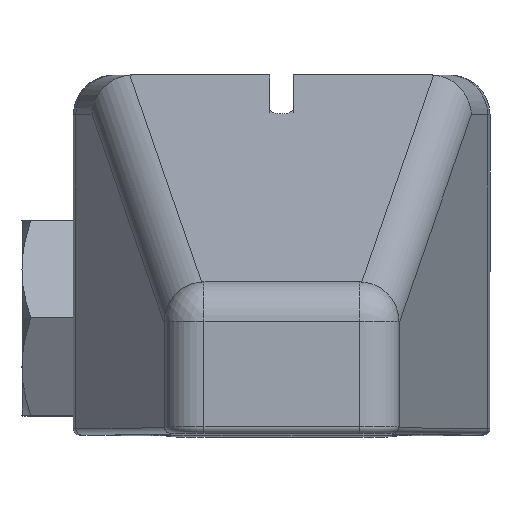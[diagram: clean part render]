
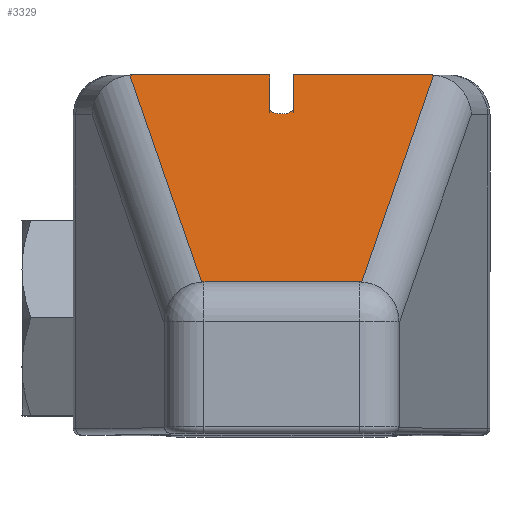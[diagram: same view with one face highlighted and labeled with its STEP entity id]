
A CAD part, top view. The second image highlights one B-rep face of the part: STEP entity #3329.
In plain terms, the highlighted planar face has unit normal (0, 0.906, 0.423).
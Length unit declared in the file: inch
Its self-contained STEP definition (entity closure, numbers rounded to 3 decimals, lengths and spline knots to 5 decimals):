
#155=DIRECTION('',(-1.,0.,0.));
#156=VECTOR('',#155,0.65748);
#157=CARTESIAN_POINT('',(0.71498,1.725,0.65549));
#158=LINE('',#157,#156);
#204=DIRECTION('',(-1.,0.,0.));
#205=VECTOR('',#204,0.65748);
#206=CARTESIAN_POINT('',(-0.0575,1.725,0.65549));
#207=LINE('',#206,#205);
#907=DIRECTION('',(-1.,0.,0.));
#908=VECTOR('',#907,0.745);
#909=CARTESIAN_POINT('',(0.3725,0.725,2.8));
#910=LINE('',#909,#908);
#914=DIRECTION('',(-0.144,0.418,-0.897));
#915=VECTOR('',#914,2.39086);
#916=CARTESIAN_POINT('',(-0.38288,0.72472,
2.80061));
#917=LINE('',#916,#915);
#921=CARTESIAN_POINT('',(-0.72775,1.72457,
0.65641));
#922=CARTESIAN_POINT('',(-0.72352,1.72486,
0.6558));
#923=CARTESIAN_POINT('',(-0.71926,1.725,0.65549));
#924=CARTESIAN_POINT('',(-0.71498,1.725,0.65549));
#929=DIRECTION('',(0.,-0.423,0.906));
#930=VECTOR('',#929,0.38012);
#931=CARTESIAN_POINT('',(-0.0575,1.725,0.65549));
#932=LINE('',#931,#930);
#936=CARTESIAN_POINT('',(0.0575,1.56435,1.));
#937=CARTESIAN_POINT('',(0.0575,1.56119,1.00678));
#938=CARTESIAN_POINT('',(0.05503,1.55437,1.02142));
#939=CARTESIAN_POINT('',(0.04191,1.54483,1.04187));
#940=CARTESIAN_POINT('',(0.02127,1.53869,1.05504));
#941=CARTESIAN_POINT('',(0.,1.53697,1.05873));
#942=CARTESIAN_POINT('',(-0.02127,1.53869,1.05504));
#943=CARTESIAN_POINT('',(-0.04191,1.54483,1.04187));
#944=CARTESIAN_POINT('',(-0.05503,1.55437,1.02142));
#945=CARTESIAN_POINT('',(-0.0575,1.56119,1.00678));
#946=CARTESIAN_POINT('',(-0.0575,1.56435,1.));
#951=DIRECTION('',(0.,-0.423,0.906));
#952=VECTOR('',#951,0.38012);
#953=CARTESIAN_POINT('',(0.0575,1.725,0.65549));
#954=LINE('',#953,#952);
#958=CARTESIAN_POINT('',(0.72775,1.72457,0.65641));
#959=CARTESIAN_POINT('',(0.72352,1.72486,0.6558));
#960=CARTESIAN_POINT('',(0.71926,1.725,0.65549));
#961=CARTESIAN_POINT('',(0.71498,1.725,0.65549));
#966=DIRECTION('',(-0.144,-0.418,0.897));
#967=VECTOR('',#966,2.39086);
#968=CARTESIAN_POINT('',(0.72775,1.72457,0.65641));
#969=LINE('',#968,#967);
#973=CARTESIAN_POINT('',(0.38288,0.72472,2.80061));
#974=CARTESIAN_POINT('',(0.37943,0.7249,2.8002));
#975=CARTESIAN_POINT('',(0.37597,0.725,2.8));
#976=CARTESIAN_POINT('',(0.3725,0.725,2.8));
#1003=CARTESIAN_POINT('',(0.38288,0.72472,
2.80061));
#1975=CARTESIAN_POINT('',(-0.38288,0.72472,
2.80061));
#2020=CARTESIAN_POINT('',(-0.38288,0.72472,
2.80061));
#2021=CARTESIAN_POINT('',(-0.37943,0.7249,
2.8002));
#2022=CARTESIAN_POINT('',(-0.37597,0.725,2.8));
#2023=CARTESIAN_POINT('',(-0.3725,0.725,2.8));
#2406=CARTESIAN_POINT('',(-0.0575,1.725,0.65549));
#2408=VERTEX_POINT('',#2406);
#2414=CARTESIAN_POINT('',(0.0575,1.725,0.65549));
#2416=VERTEX_POINT('',#2414);
#2419=VERTEX_POINT('',#936);
#2420=VERTEX_POINT('',#946);
#2497=CARTESIAN_POINT('',(0.71498,1.725,0.65549));
#2498=VERTEX_POINT('',#2497);
#2501=VERTEX_POINT('',#958);
#2507=CARTESIAN_POINT('',(0.3725,0.725,2.8));
#2509=VERTEX_POINT('',#2507);
#2521=CARTESIAN_POINT('',(-0.3725,0.725,2.8));
#2522=VERTEX_POINT('',#2521);
#2528=CARTESIAN_POINT('',(-0.71498,1.725,0.65549));
#2530=VERTEX_POINT('',#2528);
#2531=VERTEX_POINT('',#921);
#2558=VERTEX_POINT('',#1003);
#2559=VERTEX_POINT('',#1975);
#3303=CARTESIAN_POINT('',(1.2005,0.725,2.8));
#3304=DIRECTION('',(0.,-0.906,-0.423));
#3305=DIRECTION('',(0.,0.423,-0.906));
#3306=AXIS2_PLACEMENT_3D('',#3303,#3304,#3305);
#3307=PLANE('',#3306);
#3309=ORIENTED_EDGE('',*,*,#3308,.T.);
#3311=ORIENTED_EDGE('',*,*,#3310,.F.);
#3313=ORIENTED_EDGE('',*,*,#3312,.T.);
#3315=ORIENTED_EDGE('',*,*,#3314,.T.);
#3316=ORIENTED_EDGE('',*,*,#2795,.F.);
#3317=ORIENTED_EDGE('',*,*,#3267,.T.);
#3318=ORIENTED_EDGE('',*,*,#2698,.F.);
#3319=ORIENTED_EDGE('',*,*,#2712,.F.);
#3320=ORIENTED_EDGE('',*,*,#2765,.F.);
#3322=ORIENTED_EDGE('',*,*,#3321,.F.);
#3324=ORIENTED_EDGE('',*,*,#3323,.T.);
#3326=ORIENTED_EDGE('',*,*,#3325,.T.);
#3327=EDGE_LOOP('',(#3309,#3311,#3313,#3315,#3316,#3317,#3318,#3319,#3320,#3322,
#3324,#3326));
#3328=FACE_OUTER_BOUND('',#3327,.F.);
#925=B_SPLINE_CURVE_WITH_KNOTS('',3,(#921,#922,#923,#924),.UNSPECIFIED.,.F.,.F.,
(4,4),(0.,1.),.UNSPECIFIED.);
#947=B_SPLINE_CURVE_WITH_KNOTS('',3,(#936,#937,#938,#939,#940,#941,#942,#943,
#944,#945,#946),.UNSPECIFIED.,.F.,.F.,(4,1,1,1,1,1,1,1,4),(0.,0.125,0.25,
0.375,0.5,0.625,0.75,0.875,1.),.UNSPECIFIED.);
#962=B_SPLINE_CURVE_WITH_KNOTS('',3,(#958,#959,#960,#961),.UNSPECIFIED.,.F.,.F.,
(4,4),(0.,1.),.UNSPECIFIED.);
#977=B_SPLINE_CURVE_WITH_KNOTS('',3,(#973,#974,#975,#976),.UNSPECIFIED.,.F.,.F.,
(4,4),(0.,1.),.UNSPECIFIED.);
#2024=B_SPLINE_CURVE_WITH_KNOTS('',3,(#2020,#2021,#2022,#2023),.UNSPECIFIED.,
.F.,.F.,(4,4),(0.,1.),.UNSPECIFIED.);
#2698=EDGE_CURVE('',#2419,#2420,#947,.T.);
#2712=EDGE_CURVE('',#2416,#2419,#954,.T.);
#2765=EDGE_CURVE('',#2498,#2416,#158,.T.);
#2795=EDGE_CURVE('',#2408,#2530,#207,.T.);
#3267=EDGE_CURVE('',#2408,#2420,#932,.T.);
#3308=EDGE_CURVE('',#2509,#2522,#910,.T.);
#3310=EDGE_CURVE('',#2559,#2522,#2024,.T.);
#3312=EDGE_CURVE('',#2559,#2531,#917,.T.);
#3314=EDGE_CURVE('',#2531,#2530,#925,.T.);
#3321=EDGE_CURVE('',#2501,#2498,#962,.T.);
#3323=EDGE_CURVE('',#2501,#2558,#969,.T.);
#3325=EDGE_CURVE('',#2558,#2509,#977,.T.);
#3329=ADVANCED_FACE('',(#3328),#3307,.F.);
